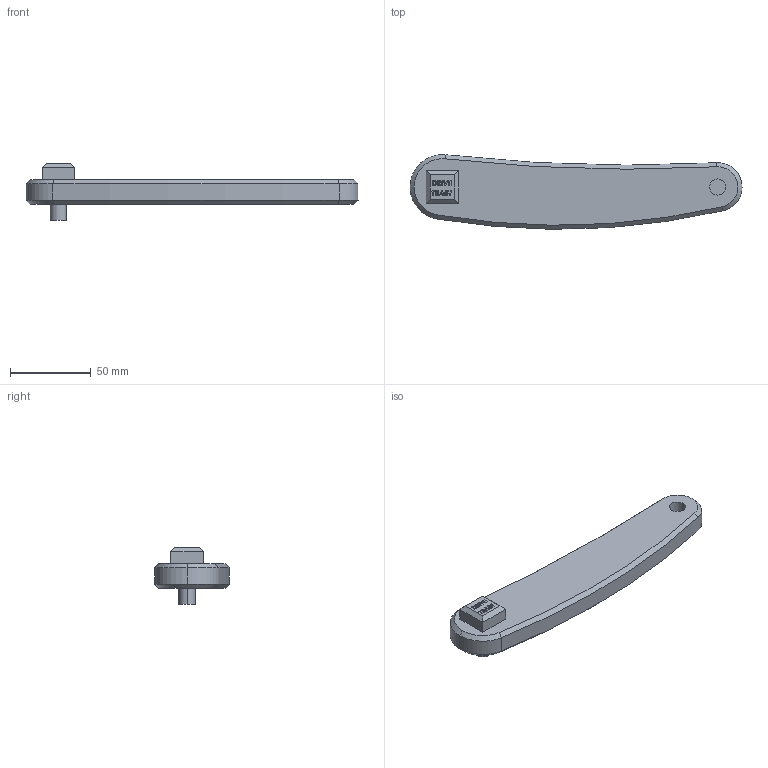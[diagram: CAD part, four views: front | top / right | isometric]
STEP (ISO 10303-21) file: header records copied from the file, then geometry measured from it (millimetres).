
FILE_DESCRIPTION (( 'STEP AP203' ), '1' );
FILE_NAME ('Part_1_Arm_1_Default_sldprt.STEP', '2024-02-10T01:50:58', ( '' ), ( '' ), 'SwSTEP 2.0', 'SolidWorks 2023', '' );
FILE_SCHEMA (( 'CONFIG_CONTROL_DESIGN' ));
Length unit declared in the file: millimetre
Products named in the file (1): Part_1_Arm_1_Default_sldprt
Bounding box: 205 x 46.06 x 35 mm (x, y, z)
Volume: 113560.6 mm3; surface area: 22087.6 mm2
Topology: 1 solids, 1 shells, 141 faces, 353 edges, 231 vertices
Faces by surface type: plane 107, bspline 15, cone 10, cylinder 9
Entity records: 5183 total; most frequent: CARTESIAN_POINT 1805, ORIENTED_EDGE 706, DIRECTION 606, EDGE_CURVE 353, LINE 294, VECTOR 294, VERTEX_POINT 231, EDGE_LOOP 158
